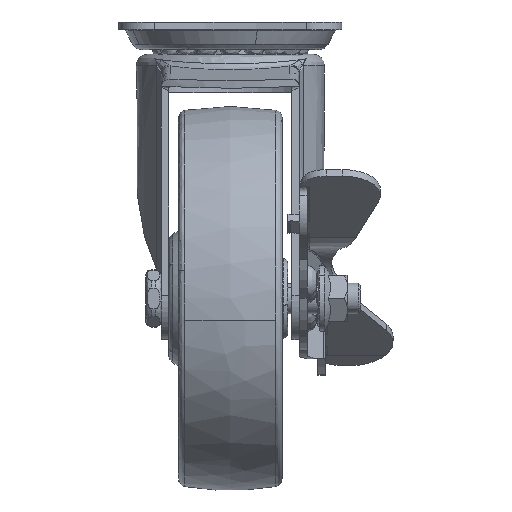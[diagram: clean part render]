
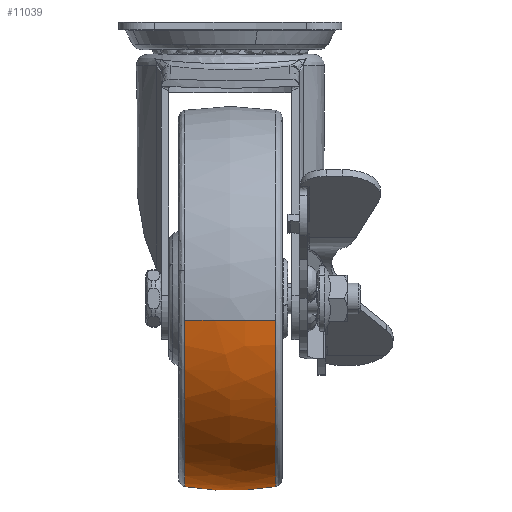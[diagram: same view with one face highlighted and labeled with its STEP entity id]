
A CAD part, left-side view. The second image highlights one B-rep face of the part: STEP entity #11039.
In plain terms, the highlighted free-form (B-spline) face has degree [2, 2] with [5, 3] control points.
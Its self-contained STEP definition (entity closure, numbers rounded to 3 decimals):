
#9828=CARTESIAN_POINT('',(-32.0,11.838,-118.992));
#9829=VERTEX_POINT('',#9828);
#9857=CARTESIAN_POINT('',(-80.664,11.838,-75.657));
#9858=VERTEX_POINT('',#9857);
#9859=CARTESIAN_POINT('',(-32.0,11.838,-118.992));
#9860=CARTESIAN_POINT('',(-35.62,11.838,-118.992));
#9861=CARTESIAN_POINT('',(-41.746,11.838,-118.309));
#9862=CARTESIAN_POINT('',(-49.754,11.838,-115.846));
#9863=CARTESIAN_POINT('',(-55.301,11.838,-113.212));
#9864=CARTESIAN_POINT('',(-60.989,11.838,-109.692));
#9865=CARTESIAN_POINT('',(-66.092,11.838,-105.476));
#9866=CARTESIAN_POINT('',(-71.557,11.838,-99.257));
#9867=CARTESIAN_POINT('',(-75.382,11.838,-93.182));
#9868=CARTESIAN_POINT('',(-78.891,11.838,-85.075));
#9869=CARTESIAN_POINT('',(-80.225,11.838,-79.437));
#9870=CARTESIAN_POINT('',(-80.664,11.838,-75.657));
#9871=B_SPLINE_CURVE_WITH_KNOTS('',3,(#9859,#9860,#9861,#9862,#9863,#9864,#9865,#9866,#9867,#9868,#9869,#9870),.UNSPECIFIED.,.F.,.U.,(4,1,1,1,1,1,1,1,1,4),(0.,10.86,18.379,25.062,29.239,38.428,44.833,54.022,59.87,71.287),.UNSPECIFIED.);
#9872=EDGE_CURVE('',#9829,#9858,#9871,.T.);
#10032=CARTESIAN_POINT('',(-32.0,-11.838,-118.992));
#10033=VERTEX_POINT('',#10032);
#10150=CARTESIAN_POINT('',(-80.664,-11.838,-75.657));
#10151=VERTEX_POINT('',#10150);
#10170=CARTESIAN_POINT('',(-32.0,-11.838,-118.992));
#10171=CARTESIAN_POINT('',(-35.156,-11.838,-118.992));
#10172=CARTESIAN_POINT('',(-40.261,-11.838,-118.497));
#10173=CARTESIAN_POINT('',(-47.013,-11.838,-116.751));
#10174=CARTESIAN_POINT('',(-52.302,-11.838,-114.703));
#10175=CARTESIAN_POINT('',(-57.241,-11.838,-112.112));
#10176=CARTESIAN_POINT('',(-62.317,-11.838,-108.664));
#10177=CARTESIAN_POINT('',(-66.904,-11.838,-104.578));
#10178=CARTESIAN_POINT('',(-70.916,-11.838,-99.935));
#10179=CARTESIAN_POINT('',(-74.794,-11.838,-94.252));
#10180=CARTESIAN_POINT('',(-77.566,-11.838,-88.446));
#10181=CARTESIAN_POINT('',(-79.666,-11.838,-81.802));
#10182=CARTESIAN_POINT('',(-80.386,-11.838,-78.054));
#10183=CARTESIAN_POINT('',(-80.664,-11.838,-75.657));
#10184=B_SPLINE_CURVE_WITH_KNOTS('',3,(#10170,#10171,#10172,#10173,#10174,#10175,#10176,#10177,#10178,#10179,#10180,#10181,#10182,#10183),.UNSPECIFIED.,.F.,.U.,(4,1,1,1,1,1,1,1,1,1,1,4),(0.,9.468,15.315,20.885,26.454,32.023,39.263,44.833,50.402,59.87,64.047,71.287),.UNSPECIFIED.);
#10185=EDGE_CURVE('',#10033,#10151,#10184,.T.);
#10985=CARTESIAN_POINT('',(-80.664,11.838,-75.657));
#10986=CARTESIAN_POINT('',(-81.456,7.197,-75.749));
#10987=CARTESIAN_POINT('',(-82.001,-0.754,-75.812));
#10988=CARTESIAN_POINT('',(-81.205,-8.663,-75.72));
#10989=CARTESIAN_POINT('',(-80.664,-11.838,-75.657));
#10990=B_SPLINE_CURVE_WITH_KNOTS('',3,(#10985,#10986,#10987,#10988,#10989),.UNSPECIFIED.,.F.,.U.,(4,1,4),(0.,14.126,23.791),.UNSPECIFIED.);
#10991=EDGE_CURVE('',#9858,#10151,#10990,.T.);
#10997=CARTESIAN_POINT('',(-32.0,11.838,-118.992));
#10998=CARTESIAN_POINT('',(-32.,9.029,-119.474));
#10999=CARTESIAN_POINT('',(-32.,1.131,-120.337));
#11000=CARTESIAN_POINT('',(-32.,-6.831,-119.852));
#11001=CARTESIAN_POINT('',(-32.0,-11.838,-118.992));
#11002=B_SPLINE_CURVE_WITH_KNOTS('',3,(#10997,#10998,#10999,#11000,#11001),.UNSPECIFIED.,.F.,.U.,(4,1,4),(0.,8.55,23.791),.UNSPECIFIED.);
#11003=EDGE_CURVE('',#9829,#10033,#11002,.T.);
#11010=CARTESIAN_POINT('',(-32.0,13.037,-118.775));
#11011=CARTESIAN_POINT('',(-32.0,6.576,-120.));
#11012=CARTESIAN_POINT('',(-32.0,0.,-120.0));
#11013=CARTESIAN_POINT('',(-32.0,-6.576,-120.));
#11014=CARTESIAN_POINT('',(-32.,-13.037,-118.775));
#11015=CARTESIAN_POINT('',(-75.434,13.037,-118.775));
#11016=CARTESIAN_POINT('',(-76.525,6.576,-120.0));
#11017=CARTESIAN_POINT('',(-76.525,0.,-120.0));
#11018=CARTESIAN_POINT('',(-76.525,-6.576,-120.0));
#11019=CARTESIAN_POINT('',(-75.434,-13.037,-118.775));
#11020=CARTESIAN_POINT('',(-80.449,13.037,-75.632));
#11021=CARTESIAN_POINT('',(-81.666,6.576,-75.773));
#11022=CARTESIAN_POINT('',(-81.666,0.,-75.773));
#11023=CARTESIAN_POINT('',(-81.666,-6.576,-75.773));
#11024=CARTESIAN_POINT('',(-80.449,-13.037,-75.632));
#11032=(BOUNDED_SURFACE()B_SPLINE_SURFACE(2,2,((#11010,#11015,#11020),(#11011,#11016,#11021),(#11012,#11017,#11022),(#11013,#11018,#11023),(#11014,#11019,#11024)),.UNSPECIFIED.,.F.,.F.,.U.)B_SPLINE_SURFACE_WITH_KNOTS((3,2,3),(3,3),(0.0,13.444,26.887),(0.0,76.132),.UNSPECIFIED.)GEOMETRIC_REPRESENTATION_ITEM()RATIONAL_B_SPLINE_SURFACE(((0.949,0.693,0.908),(0.97,0.708,0.928),(1.0,0.731,0.957),(0.97,0.708,0.928),(0.949,0.693,0.908)))REPRESENTATION_ITEM('')SURFACE());
#11033=ORIENTED_EDGE('',*,*,#9872,.F.);
#11034=ORIENTED_EDGE('',*,*,#11003,.T.);
#11035=ORIENTED_EDGE('',*,*,#10185,.T.);
#11036=ORIENTED_EDGE('',*,*,#10991,.F.);
#11037=EDGE_LOOP('',(#11033,#11034,#11035,#11036));
#11038=FACE_OUTER_BOUND('',#11037,.T.);
#11039=ADVANCED_FACE('',(#11038),#11032,.T.);
